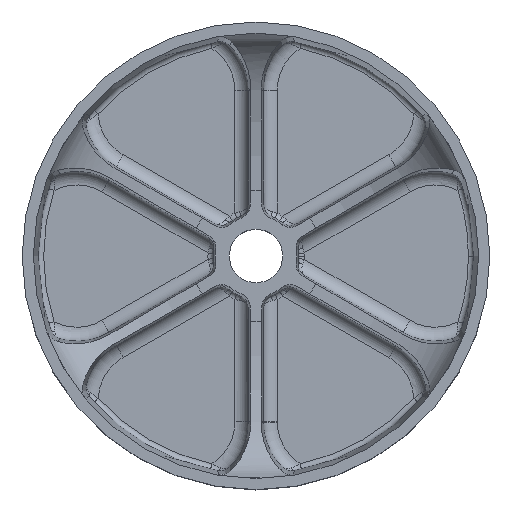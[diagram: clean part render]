
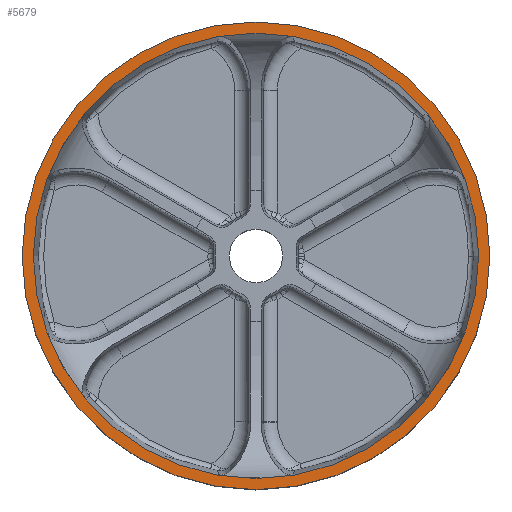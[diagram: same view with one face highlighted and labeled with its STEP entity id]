
A CAD part, top view. The second image highlights one B-rep face of the part: STEP entity #5679.
In plain terms, the highlighted planar face has unit normal (0, 0, 1).
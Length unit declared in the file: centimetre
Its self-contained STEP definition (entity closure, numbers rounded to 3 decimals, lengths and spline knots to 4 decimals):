
#79 = CARTESIAN_POINT ( 'NONE',  ( 0., 0., 0. ) ) ;
#276 = DIRECTION ( 'NONE',  ( 0., 0., 1. ) ) ;
#316 = DIRECTION ( 'NONE',  ( 1., 0., 0. ) ) ;
#358 = AXIS2_PLACEMENT_3D ( 'NONE', #79, #2642, #7442 ) ;
#634 = CARTESIAN_POINT ( 'NONE',  ( 0., 0., 0. ) ) ;
#1218 = VERTEX_POINT ( 'NONE', #4840 ) ;
#1788 = PLANE ( 'NONE',  #5526 ) ;
#1888 = EDGE_CURVE ( 'NONE', #4604, #6396, #3843, .T. ) ;
#2288 = EDGE_LOOP ( 'NONE', ( #6090, #8050 ) ) ;
#2462 = CARTESIAN_POINT ( 'NONE',  ( 0., 4.18, 0. ) ) ;
#2535 = CARTESIAN_POINT ( 'NONE',  ( 0., 0., 0. ) ) ;
#2569 = AXIS2_PLACEMENT_3D ( 'NONE', #6168, #276, #316 ) ;
#2642 = DIRECTION ( 'NONE',  ( 0., 0., 1. ) ) ;
#2724 = EDGE_LOOP ( 'NONE', ( #4938, #5252 ) ) ;
#3075 = DIRECTION ( 'NONE',  ( 0., 0., -1. ) ) ;
#3145 = AXIS2_PLACEMENT_3D ( 'NONE', #634, #3415, #5349 ) ;
#3318 = CIRCLE ( 'NONE', #358, 3.98 ) ;
#3415 = DIRECTION ( 'NONE',  ( 0., 0., 1. ) ) ;
#3763 = CARTESIAN_POINT ( 'NONE',  ( 3.98, 0., 0. ) ) ;
#3843 = CIRCLE ( 'NONE', #3145, 4.18 ) ;
#3998 = EDGE_CURVE ( 'NONE', #6396, #4604, #7072, .T. ) ;
#4130 = AXIS2_PLACEMENT_3D ( 'NONE', #2535, #7905, #8572 ) ;
#4412 = CIRCLE ( 'NONE', #4130, 3.98 ) ;
#4604 = VERTEX_POINT ( 'NONE', #8188 ) ;
#4840 = CARTESIAN_POINT ( 'NONE',  ( -3.98, 0., 0. ) ) ;
#4909 = VERTEX_POINT ( 'NONE', #3763 ) ;
#4938 = ORIENTED_EDGE ( 'NONE', *, *, #3998, .T. ) ;
#5252 = ORIENTED_EDGE ( 'NONE', *, *, #1888, .T. ) ;
#5349 = DIRECTION ( 'NONE',  ( 1., 0., 0. ) ) ;
#5350 = EDGE_CURVE ( 'NONE', #1218, #4909, #4412, .T. ) ;
#5526 = AXIS2_PLACEMENT_3D ( 'NONE', #2462, #3075, #7836 ) ;
#5679 = ADVANCED_FACE ( 'NONE', ( #5839, #8494 ), #1788, .F. ) ;
#5839 = FACE_BOUND ( 'NONE', #2288, .T. ) ;
#6090 = ORIENTED_EDGE ( 'NONE', *, *, #8289, .F. ) ;
#6168 = CARTESIAN_POINT ( 'NONE',  ( 0., 0., 0. ) ) ;
#6396 = VERTEX_POINT ( 'NONE', #7405 ) ;
#7072 = CIRCLE ( 'NONE', #2569, 4.18 ) ;
#7405 = CARTESIAN_POINT ( 'NONE',  ( 4.18, 0., 0. ) ) ;
#7442 = DIRECTION ( 'NONE',  ( 1., 0., 0. ) ) ;
#7836 = DIRECTION ( 'NONE',  ( -1., 0., 0. ) ) ;
#7905 = DIRECTION ( 'NONE',  ( 0., 0., 1. ) ) ;
#8050 = ORIENTED_EDGE ( 'NONE', *, *, #5350, .F. ) ;
#8188 = CARTESIAN_POINT ( 'NONE',  ( -4.18, 0., 0. ) ) ;
#8289 = EDGE_CURVE ( 'NONE', #4909, #1218, #3318, .T. ) ;
#8494 = FACE_OUTER_BOUND ( 'NONE', #2724, .T. ) ;
#8572 = DIRECTION ( 'NONE',  ( 1., 0., 0. ) ) ;
